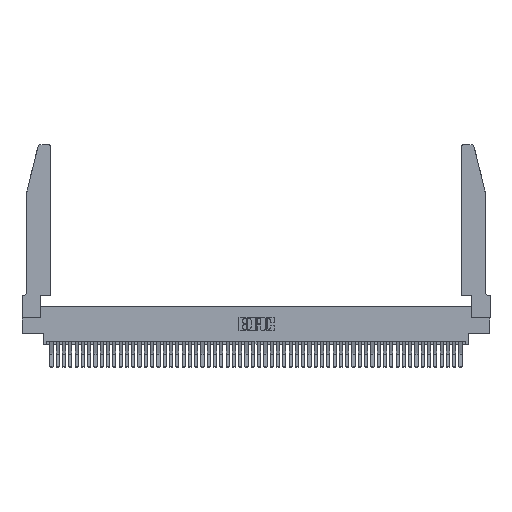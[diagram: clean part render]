
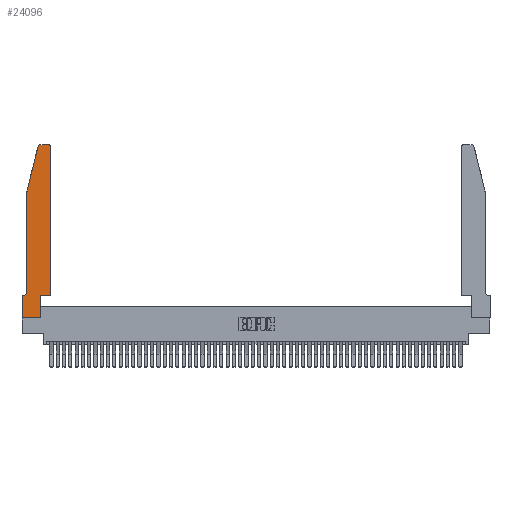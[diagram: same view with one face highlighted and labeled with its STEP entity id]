
A CAD part, top view. The second image highlights one B-rep face of the part: STEP entity #24096.
In plain terms, the highlighted planar face has unit normal (0, 0, 1).
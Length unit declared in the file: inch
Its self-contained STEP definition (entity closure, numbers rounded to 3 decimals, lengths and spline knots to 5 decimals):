
#495 = CARTESIAN_POINT ( 'NONE',  ( 0.2865, 0.35, 0.37 ) ) ;
#1224 = CARTESIAN_POINT ( 'NONE',  ( 0., 0., 0.37 ) ) ;
#1465 = LINE ( 'NONE', #495, #16939 ) ;
#2576 = LINE ( 'NONE', #26382, #22615 ) ;
#2820 = VECTOR ( 'NONE', #40738, 39.37008 ) ;
#2913 = ORIENTED_EDGE ( 'NONE', *, *, #52568, .T. ) ;
#3888 = CARTESIAN_POINT ( 'NONE',  ( 0.0755, 0.35, 0.37 ) ) ;
#3901 = VERTEX_POINT ( 'NONE', #1224 ) ;
#3952 = CARTESIAN_POINT ( 'NONE',  ( 0.0055, 0.35, 0.37 ) ) ;
#5638 = EDGE_CURVE ( 'NONE', #14748, #6801, #18227, .T. ) ;
#6324 = DIRECTION ( 'NONE',  ( 0., 0., -1. ) ) ;
#6424 = CARTESIAN_POINT ( 'NONE',  ( 0., 0., 0.37 ) ) ;
#6592 = DIRECTION ( 'NONE',  ( 0., 1., 0. ) ) ;
#6625 = EDGE_CURVE ( 'NONE', #3901, #24236, #2576, .T. ) ;
#6801 = VERTEX_POINT ( 'NONE', #35766 ) ;
#7281 = LINE ( 'NONE', #28570, #40866 ) ;
#7484 = DIRECTION ( 'NONE',  ( 0., 0., 1. ) ) ;
#8488 = CIRCLE ( 'NONE', #10102, 0.03 ) ;
#9409 = VERTEX_POINT ( 'NONE', #51533 ) ;
#9815 = VERTEX_POINT ( 'NONE', #3952 ) ;
#10102 = AXIS2_PLACEMENT_3D ( 'NONE', #31346, #10413, #31523 ) ;
#10412 = VECTOR ( 'NONE', #40036, 39.37008 ) ;
#10413 = DIRECTION ( 'NONE',  ( 0., 0., 1. ) ) ;
#10912 = CARTESIAN_POINT ( 'NONE',  ( 0.0755, 2., 0.37 ) ) ;
#11091 = DIRECTION ( 'NONE',  ( -1., 0., 0. ) ) ;
#11588 = DIRECTION ( 'NONE',  ( 1., 0., 0. ) ) ;
#12304 = VERTEX_POINT ( 'NONE', #39687 ) ;
#13027 = VECTOR ( 'NONE', #6592, 39.37008 ) ;
#14748 = VERTEX_POINT ( 'NONE', #36674 ) ;
#15000 = DIRECTION ( 'NONE',  ( 0., 0., 1. ) ) ;
#15884 = EDGE_CURVE ( 'NONE', #21608, #25874, #20080, .T. ) ;
#16939 = VECTOR ( 'NONE', #29207, 39.37008 ) ;
#17669 = LINE ( 'NONE', #3888, #37062 ) ;
#18227 = LINE ( 'NONE', #23693, #13027 ) ;
#18788 = CARTESIAN_POINT ( 'NONE',  ( 0.0055, 0.42, 0.37 ) ) ;
#19009 = ORIENTED_EDGE ( 'NONE', *, *, #43709, .T. ) ;
#19356 = EDGE_LOOP ( 'NONE', ( #22500, #37759, #22217, #40475, #42027, #22428, #41186, #42687, #19009, #2913, #32286, #22652 ) ) ;
#19735 = VERTEX_POINT ( 'NONE', #36550 ) ;
#19764 = CARTESIAN_POINT ( 'NONE',  ( 0.2605, 2.75, 0.37 ) ) ;
#20080 = LINE ( 'NONE', #10912, #10412 ) ;
#20154 = CARTESIAN_POINT ( 'NONE',  ( 0.0755, 0.42, 0.37 ) ) ;
#20361 = FACE_OUTER_BOUND ( 'NONE', #19356, .T. ) ;
#20493 = LINE ( 'NONE', #19764, #38621 ) ;
#21608 = VERTEX_POINT ( 'NONE', #35610 ) ;
#21697 = DIRECTION ( 'NONE',  ( 1., 0., 0. ) ) ;
#22217 = ORIENTED_EDGE ( 'NONE', *, *, #44038, .T. ) ;
#22428 = ORIENTED_EDGE ( 'NONE', *, *, #40342, .T. ) ;
#22500 = ORIENTED_EDGE ( 'NONE', *, *, #29574, .T. ) ;
#22502 = CARTESIAN_POINT ( 'NONE',  ( 0.0755, 2., 0.37 ) ) ;
#22615 = VECTOR ( 'NONE', #21697, 39.37008 ) ;
#22652 = ORIENTED_EDGE ( 'NONE', *, *, #27868, .T. ) ;
#23297 = CARTESIAN_POINT ( 'NONE',  ( 0., 0.35, 0.37 ) ) ;
#23693 = CARTESIAN_POINT ( 'NONE',  ( 0.4505, 0.35, 0.37 ) ) ;
#23723 = CARTESIAN_POINT ( 'NONE',  ( 0., 0.35, 0.37 ) ) ;
#24096 = ADVANCED_FACE ( 'NONE', ( #20361 ), #27971, .T. ) ;
#24236 = VERTEX_POINT ( 'NONE', #37953 ) ;
#25874 = VERTEX_POINT ( 'NONE', #20154 ) ;
#26381 = EDGE_CURVE ( 'NONE', #25874, #9815, #47391, .T. ) ;
#26382 = CARTESIAN_POINT ( 'NONE',  ( 0., 0., 0.37 ) ) ;
#26702 = LINE ( 'NONE', #6424, #2820 ) ;
#27012 = DIRECTION ( 'NONE',  ( -0.239, -0.971, 0. ) ) ;
#27128 = CARTESIAN_POINT ( 'NONE',  ( 0.4205, 2.75, 0.37 ) ) ;
#27868 = EDGE_CURVE ( 'NONE', #6801, #40790, #33597, .T. ) ;
#27971 = PLANE ( 'NONE',  #50976 ) ;
#28570 = CARTESIAN_POINT ( 'NONE',  ( 0.4505, 0.35, 0.37 ) ) ;
#28972 = DIRECTION ( 'NONE',  ( -1., 0., 0. ) ) ;
#29207 = DIRECTION ( 'NONE',  ( 0., 1., 0. ) ) ;
#29574 = EDGE_CURVE ( 'NONE', #40790, #19735, #20493, .T. ) ;
#30279 = AXIS2_PLACEMENT_3D ( 'NONE', #32188, #7484, #11588 ) ;
#31346 = CARTESIAN_POINT ( 'NONE',  ( 0.284, 2.72, 0.37 ) ) ;
#31523 = DIRECTION ( 'NONE',  ( 1., 0., 0. ) ) ;
#32188 = CARTESIAN_POINT ( 'NONE',  ( 0.4205, 2.72, 0.37 ) ) ;
#32286 = ORIENTED_EDGE ( 'NONE', *, *, #5638, .T. ) ;
#32397 = LINE ( 'NONE', #22502, #44713 ) ;
#33597 = CIRCLE ( 'NONE', #30279, 0.03 ) ;
#35610 = CARTESIAN_POINT ( 'NONE',  ( 0.0755, 2., 0.37 ) ) ;
#35766 = CARTESIAN_POINT ( 'NONE',  ( 0.4505, 2.72, 0.37 ) ) ;
#35773 = DIRECTION ( 'NONE',  ( 1., 0., 0. ) ) ;
#36550 = CARTESIAN_POINT ( 'NONE',  ( 0.284, 2.75, 0.37 ) ) ;
#36674 = CARTESIAN_POINT ( 'NONE',  ( 0.4505, 0.35, 0.37 ) ) ;
#36769 = EDGE_CURVE ( 'NONE', #19735, #9409, #8488, .T. ) ;
#37062 = VECTOR ( 'NONE', #28972, 39.37008 ) ;
#37759 = ORIENTED_EDGE ( 'NONE', *, *, #36769, .T. ) ;
#37953 = CARTESIAN_POINT ( 'NONE',  ( 0.2865, 0., 0.37 ) ) ;
#38621 = VECTOR ( 'NONE', #11091, 39.37008 ) ;
#39687 = CARTESIAN_POINT ( 'NONE',  ( 0.2865, 0.35, 0.37 ) ) ;
#40036 = DIRECTION ( 'NONE',  ( 0., -1., 0. ) ) ;
#40342 = EDGE_CURVE ( 'NONE', #9815, #44506, #17669, .T. ) ;
#40475 = ORIENTED_EDGE ( 'NONE', *, *, #15884, .T. ) ;
#40738 = DIRECTION ( 'NONE',  ( 0., -1., 0. ) ) ;
#40790 = VERTEX_POINT ( 'NONE', #27128 ) ;
#40866 = VECTOR ( 'NONE', #41274, 39.37008 ) ;
#41186 = ORIENTED_EDGE ( 'NONE', *, *, #49789, .T. ) ;
#41274 = DIRECTION ( 'NONE',  ( 1., 0., 0. ) ) ;
#42027 = ORIENTED_EDGE ( 'NONE', *, *, #26381, .T. ) ;
#42687 = ORIENTED_EDGE ( 'NONE', *, *, #6625, .T. ) ;
#43709 = EDGE_CURVE ( 'NONE', #24236, #12304, #1465, .T. ) ;
#44038 = EDGE_CURVE ( 'NONE', #9409, #21608, #32397, .T. ) ;
#44506 = VERTEX_POINT ( 'NONE', #23723 ) ;
#44713 = VECTOR ( 'NONE', #27012, 39.37008 ) ;
#47391 = CIRCLE ( 'NONE', #50024, 0.07 ) ;
#49789 = EDGE_CURVE ( 'NONE', #44506, #3901, #26702, .T. ) ;
#50024 = AXIS2_PLACEMENT_3D ( 'NONE', #18788, #6324, #51699 ) ;
#50976 = AXIS2_PLACEMENT_3D ( 'NONE', #23297, #15000, #35773 ) ;
#51533 = CARTESIAN_POINT ( 'NONE',  ( 0.25487, 2.72718, 0.37 ) ) ;
#51699 = DIRECTION ( 'NONE',  ( -1., 0., 0. ) ) ;
#52568 = EDGE_CURVE ( 'NONE', #12304, #14748, #7281, .T. ) ;
